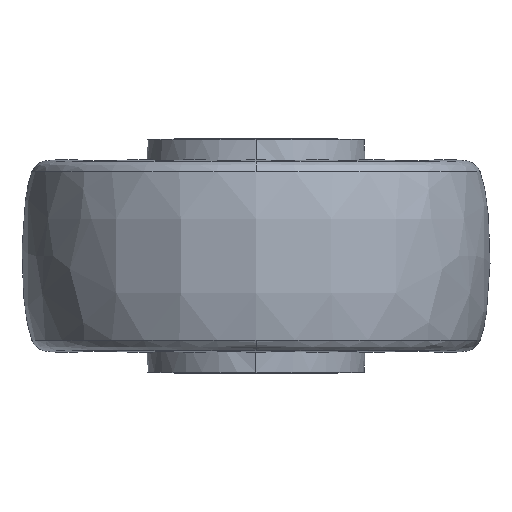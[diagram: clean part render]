
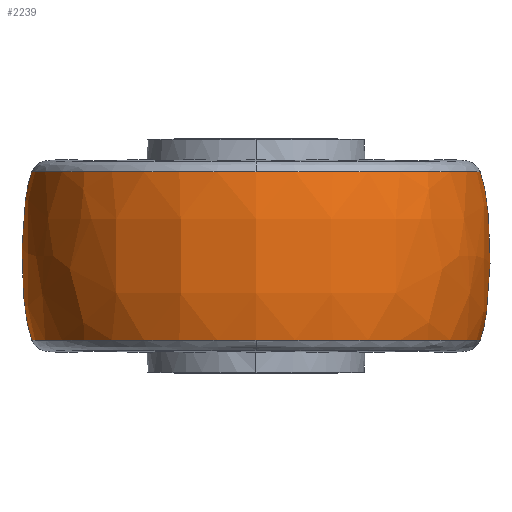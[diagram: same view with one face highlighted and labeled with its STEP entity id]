
A CAD part, left-side view. The second image highlights one B-rep face of the part: STEP entity #2239.
In plain terms, the highlighted free-form (B-spline) face has degree [3, 3] with [4, 4] control points.
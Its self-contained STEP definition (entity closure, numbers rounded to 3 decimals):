
#87 = EDGE_LOOP ( 'NONE', ( #1941, #2142, #2112, #1451, #2224, #735 ) ) ;
#105 = AXIS2_PLACEMENT_3D ( 'NONE', #2852, #3435, #3727 ) ;
#163 = EDGE_CURVE ( 'NONE', #1216, #2035, #2749, .T. ) ;
#288 = CARTESIAN_POINT ( 'NONE',  ( -94.405, -40.896, -7.653 ) ) ;
#337 = CARTESIAN_POINT ( 'NONE',  ( -12.614, 38.318, 14.374 ) ) ;
#524 = CARTESIAN_POINT ( 'NONE',  ( -94.405, 40.896, 7.653 ) ) ;
#610 = CARTESIAN_POINT ( 'NONE',  ( -89.249, -38.318, 14.374 ) ) ;
#735 = ORIENTED_EDGE ( 'NONE', *, *, #2780, .F. ) ;
#780 = AXIS2_PLACEMENT_3D ( 'NONE', #2272, #3172, #1929 ) ;
#837 = VERTEX_POINT ( 'NONE', #2884 ) ;
#878 = CARTESIAN_POINT ( 'NONE',  ( -12.614, -38.318, -14.374 ) ) ;
#983 = CARTESIAN_POINT ( 'NONE',  ( -12.614, 38.318, 14.374 ) ) ;
#1015 = CARTESIAN_POINT ( 'NONE',  ( -12.614, -38.318, -14.374 ) ) ;
#1130 = DIRECTION ( 'NONE',  ( -1., 0., 0. ) ) ;
#1153 =( BOUNDED_SURFACE ( )  B_SPLINE_SURFACE ( 3, 3, ( 
 ( #3018, #610, #2393, #1859 ),
 ( #1214, #3689, #524, #3933 ),
 ( #1172, #288, #4014, #3618 ),
 ( #1238, #2139, #3377, #1775 ) ),
 .UNSPECIFIED., .F., .F., .F. ) 
 B_SPLINE_SURFACE_WITH_KNOTS ( ( 4, 4 ),
 ( 4, 4 ),
 ( 0., 1. ),
 ( 0., 1. ),
 .UNSPECIFIED. ) 
 GEOMETRIC_REPRESENTATION_ITEM ( )  RATIONAL_B_SPLINE_SURFACE ( (
 ( 1., 0.333, 0.333, 1.),
 ( 0.626, 0.209, 0.209, 0.626),
 ( 0.626, 0.209, 0.209, 0.626),
 ( 1., 0.333, 0.333, 1.) ) ) 
 REPRESENTATION_ITEM ( '' )  SURFACE ( )  );
#1172 = CARTESIAN_POINT ( 'NONE',  ( -12.614, -40.896, -7.653 ) ) ;
#1173 = CIRCLE ( 'NONE', #3301, 38.318 ) ;
#1214 = CARTESIAN_POINT ( 'NONE',  ( -12.614, -40.896, 7.653 ) ) ;
#1216 = VERTEX_POINT ( 'NONE', #2867 ) ;
#1238 = CARTESIAN_POINT ( 'NONE',  ( -12.614, -38.318, -14.374 ) ) ;
#1244 = CIRCLE ( 'NONE', #780, 38.318 ) ;
#1331 = CARTESIAN_POINT ( 'NONE',  ( -12.614, 0., 14.374 ) ) ;
#1409 = CARTESIAN_POINT ( 'NONE',  ( -12.614, 0., -14.374 ) ) ;
#1451 = ORIENTED_EDGE ( 'NONE', *, *, #2904, .F. ) ;
#1488 = VERTEX_POINT ( 'NONE', #1994 ) ;
#1507 = CARTESIAN_POINT ( 'NONE',  ( -12.614, 40.896, -7.653 ) ) ;
#1567 =( BOUNDED_CURVE ( )  B_SPLINE_CURVE ( 3, ( #2492, #1507, #1855, #983 ),
 .UNSPECIFIED., .F., .F. ) 
 B_SPLINE_CURVE_WITH_KNOTS ( ( 4, 4 ),
 ( 0., 1. ),
 .UNSPECIFIED. ) 
 CURVE ( )  GEOMETRIC_REPRESENTATION_ITEM ( )  RATIONAL_B_SPLINE_CURVE ( ( 1., 0.626, 0.626, 1. ) ) 
 REPRESENTATION_ITEM ( '' )  );
#1775 = CARTESIAN_POINT ( 'NONE',  ( -12.614, 38.318, -14.374 ) ) ;
#1819 = CARTESIAN_POINT ( 'NONE',  ( -12.614, -38.318, 14.374 ) ) ;
#1855 = CARTESIAN_POINT ( 'NONE',  ( -12.614, 40.896, 7.653 ) ) ;
#1859 = CARTESIAN_POINT ( 'NONE',  ( -12.614, 38.318, 14.374 ) ) ;
#1929 = DIRECTION ( 'NONE',  ( 1., 0., 0. ) ) ;
#1941 = ORIENTED_EDGE ( 'NONE', *, *, #2212, .F. ) ;
#1994 = CARTESIAN_POINT ( 'NONE',  ( -50.932, 0., 14.374 ) ) ;
#2035 = VERTEX_POINT ( 'NONE', #3202 ) ;
#2112 = ORIENTED_EDGE ( 'NONE', *, *, #2386, .F. ) ;
#2139 = CARTESIAN_POINT ( 'NONE',  ( -89.249, -38.318, -14.374 ) ) ;
#2142 = ORIENTED_EDGE ( 'NONE', *, *, #2279, .F. ) ;
#2212 = EDGE_CURVE ( 'NONE', #837, #2366, #3081, .T. ) ;
#2224 = ORIENTED_EDGE ( 'NONE', *, *, #163, .F. ) ;
#2239 = ADVANCED_FACE ( 'NONE', ( #2370 ), #1153, .F. ) ;
#2272 = CARTESIAN_POINT ( 'NONE',  ( -12.614, 0., 14.374 ) ) ;
#2279 = EDGE_CURVE ( 'NONE', #1488, #837, #1173, .T. ) ;
#2366 = VERTEX_POINT ( 'NONE', #1015 ) ;
#2370 = FACE_OUTER_BOUND ( 'NONE', #87, .T. ) ;
#2386 = EDGE_CURVE ( 'NONE', #2946, #1488, #1244, .T. ) ;
#2393 = CARTESIAN_POINT ( 'NONE',  ( -89.249, 38.318, 14.374 ) ) ;
#2412 = DIRECTION ( 'NONE',  ( 0., 0., -1. ) ) ;
#2492 = CARTESIAN_POINT ( 'NONE',  ( -12.614, 38.318, -14.374 ) ) ;
#2553 = DIRECTION ( 'NONE',  ( 0., 0., 1. ) ) ;
#2749 = CIRCLE ( 'NONE', #105, 38.318 ) ;
#2780 = EDGE_CURVE ( 'NONE', #2366, #1216, #3900, .T. ) ;
#2852 = CARTESIAN_POINT ( 'NONE',  ( -12.614, 0., -14.374 ) ) ;
#2867 = CARTESIAN_POINT ( 'NONE',  ( -50.932, 0., -14.374 ) ) ;
#2884 = CARTESIAN_POINT ( 'NONE',  ( -12.614, -38.318, 14.374 ) ) ;
#2904 = EDGE_CURVE ( 'NONE', #2035, #2946, #1567, .T. ) ;
#2946 = VERTEX_POINT ( 'NONE', #337 ) ;
#3018 = CARTESIAN_POINT ( 'NONE',  ( -12.614, -38.318, 14.374 ) ) ;
#3042 = CARTESIAN_POINT ( 'NONE',  ( -12.614, -40.896, 7.653 ) ) ;
#3081 =( BOUNDED_CURVE ( )  B_SPLINE_CURVE ( 3, ( #1819, #3042, #3664, #878 ),
 .UNSPECIFIED., .F., .F. ) 
 B_SPLINE_CURVE_WITH_KNOTS ( ( 4, 4 ),
 ( 0., 1. ),
 .UNSPECIFIED. ) 
 CURVE ( )  GEOMETRIC_REPRESENTATION_ITEM ( )  RATIONAL_B_SPLINE_CURVE ( ( 1., 0.626, 0.626, 1. ) ) 
 REPRESENTATION_ITEM ( '' )  );
#3172 = DIRECTION ( 'NONE',  ( 0., 0., 1. ) ) ;
#3202 = CARTESIAN_POINT ( 'NONE',  ( -12.614, 38.318, -14.374 ) ) ;
#3301 = AXIS2_PLACEMENT_3D ( 'NONE', #1331, #2553, #3802 ) ;
#3307 = AXIS2_PLACEMENT_3D ( 'NONE', #1409, #2412, #1130 ) ;
#3377 = CARTESIAN_POINT ( 'NONE',  ( -89.249, 38.318, -14.374 ) ) ;
#3435 = DIRECTION ( 'NONE',  ( 0., 0., -1. ) ) ;
#3618 = CARTESIAN_POINT ( 'NONE',  ( -12.614, 40.896, -7.653 ) ) ;
#3664 = CARTESIAN_POINT ( 'NONE',  ( -12.614, -40.896, -7.653 ) ) ;
#3689 = CARTESIAN_POINT ( 'NONE',  ( -94.405, -40.896, 7.653 ) ) ;
#3727 = DIRECTION ( 'NONE',  ( -1., 0., 0. ) ) ;
#3802 = DIRECTION ( 'NONE',  ( 1., 0., 0. ) ) ;
#3900 = CIRCLE ( 'NONE', #3307, 38.318 ) ;
#3933 = CARTESIAN_POINT ( 'NONE',  ( -12.614, 40.896, 7.653 ) ) ;
#4014 = CARTESIAN_POINT ( 'NONE',  ( -94.405, 40.896, -7.653 ) ) ;
